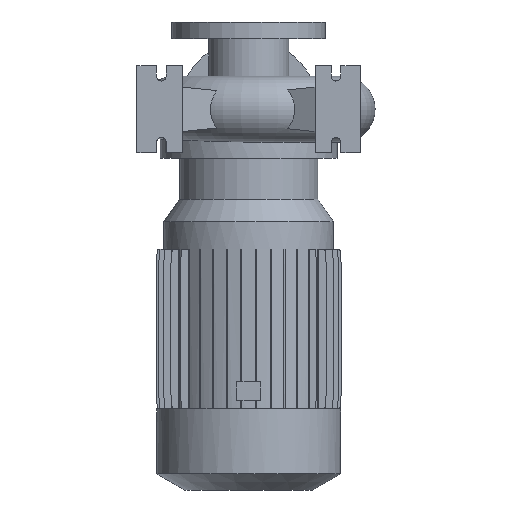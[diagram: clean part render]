
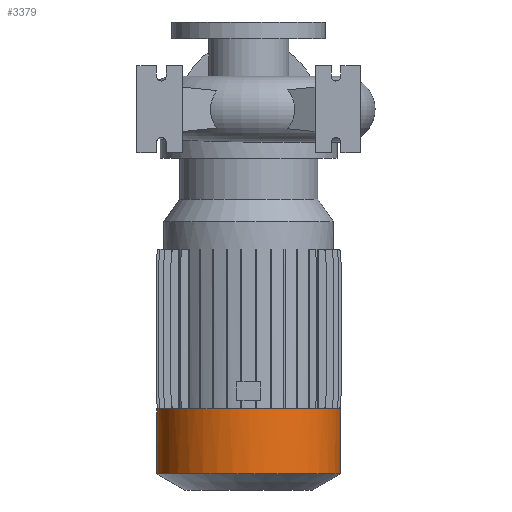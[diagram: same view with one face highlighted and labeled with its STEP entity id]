
A CAD part, front view. The second image highlights one B-rep face of the part: STEP entity #3379.
In plain terms, the highlighted cylindrical face has radius 131.5 mm (diameter 263 mm), a partial arc.
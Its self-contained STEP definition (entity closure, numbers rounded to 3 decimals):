
#264 = DIRECTION ( 'NONE',  ( 1., 0., 0. ) ) ;
#366 = CARTESIAN_POINT ( 'NONE',  ( -131.5, 0., -521.8 ) ) ;
#774 = CYLINDRICAL_SURFACE ( 'NONE', #8329, 131.5 ) ;
#1482 = EDGE_LOOP ( 'NONE', ( #2379, #10947, #9985, #10876 ) ) ;
#1702 = EDGE_CURVE ( 'NONE', #5455, #5833, #10916, .T. ) ;
#1908 = DIRECTION ( 'NONE',  ( 0., 0., 1. ) ) ;
#2224 = DIRECTION ( 'NONE',  ( 0., 0., 1. ) ) ;
#2379 = ORIENTED_EDGE ( 'NONE', *, *, #6492, .F. ) ;
#2558 = CARTESIAN_POINT ( 'NONE',  ( -131.5, 0., -429. ) ) ;
#2643 = VECTOR ( 'NONE', #4375, 1000. ) ;
#2949 = DIRECTION ( 'NONE',  ( 1., 0., 0. ) ) ;
#3344 = CARTESIAN_POINT ( 'NONE',  ( 0., 0., -429. ) ) ;
#3379 = ADVANCED_FACE ( 'NONE', ( #4153 ), #774, .T. ) ;
#4153 = FACE_OUTER_BOUND ( 'NONE', #1482, .T. ) ;
#4375 = DIRECTION ( 'NONE',  ( 0., 0., 1. ) ) ;
#5455 = VERTEX_POINT ( 'NONE', #2558 ) ;
#5833 = VERTEX_POINT ( 'NONE', #12512 ) ;
#5886 = CARTESIAN_POINT ( 'NONE',  ( 131.5, 0., -521.8 ) ) ;
#6286 = VECTOR ( 'NONE', #1908, 1000. ) ;
#6492 = EDGE_CURVE ( 'NONE', #6620, #5455, #14574, .T. ) ;
#6493 = CIRCLE ( 'NONE', #13201, 131.5 ) ;
#6620 = VERTEX_POINT ( 'NONE', #366 ) ;
#7574 = EDGE_CURVE ( 'NONE', #6620, #13865, #6493, .T. ) ;
#8329 = AXIS2_PLACEMENT_3D ( 'NONE', #12318, #10968, #2949 ) ;
#9985 = ORIENTED_EDGE ( 'NONE', *, *, #10716, .T. ) ;
#10716 = EDGE_CURVE ( 'NONE', #13865, #5833, #12183, .T. ) ;
#10876 = ORIENTED_EDGE ( 'NONE', *, *, #1702, .F. ) ;
#10916 = CIRCLE ( 'NONE', #13792, 131.5 ) ;
#10947 = ORIENTED_EDGE ( 'NONE', *, *, #7574, .T. ) ;
#10968 = DIRECTION ( 'NONE',  ( 0., 0., 1. ) ) ;
#11514 = CARTESIAN_POINT ( 'NONE',  ( 0., 0., -521.8 ) ) ;
#12183 = LINE ( 'NONE', #13153, #6286 ) ;
#12318 = CARTESIAN_POINT ( 'NONE',  ( 0., 0., 125. ) ) ;
#12512 = CARTESIAN_POINT ( 'NONE',  ( 131.5, 0., -429. ) ) ;
#13153 = CARTESIAN_POINT ( 'NONE',  ( 131.5, 0., 125. ) ) ;
#13201 = AXIS2_PLACEMENT_3D ( 'NONE', #11514, #14048, #264 ) ;
#13537 = DIRECTION ( 'NONE',  ( 1., 0., 0. ) ) ;
#13792 = AXIS2_PLACEMENT_3D ( 'NONE', #3344, #2224, #13537 ) ;
#13865 = VERTEX_POINT ( 'NONE', #5886 ) ;
#14048 = DIRECTION ( 'NONE',  ( 0., 0., 1. ) ) ;
#14421 = CARTESIAN_POINT ( 'NONE',  ( -131.5, 0., 125. ) ) ;
#14574 = LINE ( 'NONE', #14421, #2643 ) ;
